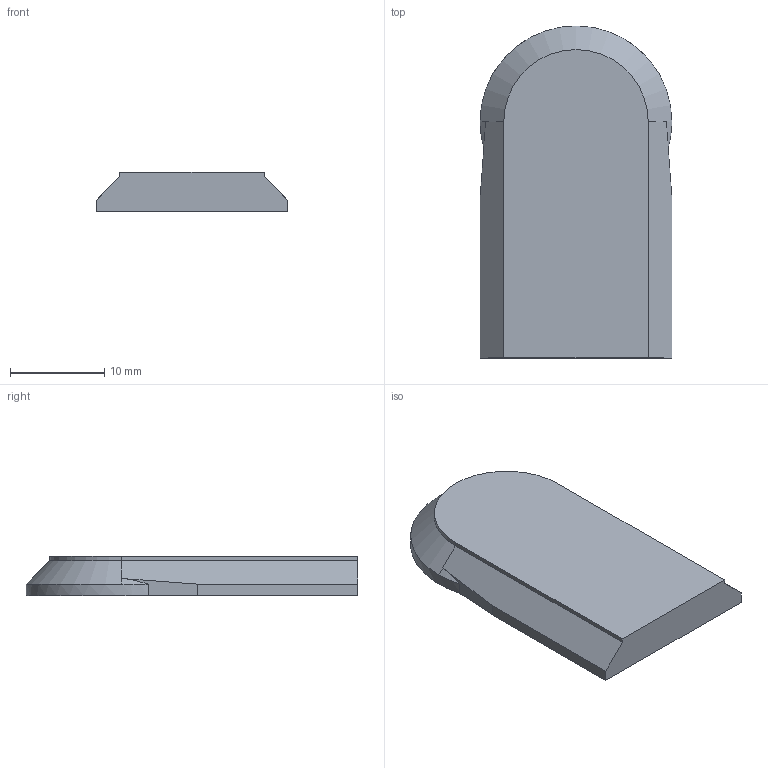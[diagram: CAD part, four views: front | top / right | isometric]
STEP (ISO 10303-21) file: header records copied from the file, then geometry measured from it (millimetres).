
FILE_DESCRIPTION(('HOOPS Exchange Step'),'2;1');
FILE_NAME('temp_export','2024-10-15T21:23:35+02:00',('ddanier'),('Shapr3D Limited'),'HOOPS Exchange 2024.2','Shapr3D','Authorized');
FILE_SCHEMA( ('AP242_MANAGED_MODEL_BASED_3D_ENGINEERING_MIM_LF {1 0 10303 442 1 1 4 }') );
Length unit declared in the file: millimetre
Products named in the file (1): Snap In Slot Negative
Bounding box: 20.3 x 35.15 x 4.15 mm (x, y, z)
Volume: 2440.8 mm3; surface area: 1623.1 mm2
Topology: 1 solids, 1 shells, 16 faces, 39 edges, 25 vertices
Faces by surface type: plane 11, cylinder 3, cone 2
Entity records: 504 total; most frequent: CARTESIAN_POINT 88, DIRECTION 80, ORIENTED_EDGE 78, EDGE_CURVE 39, VECTOR 30, LINE 30, AXIS2_PLACEMENT_3D 25, VERTEX_POINT 25
